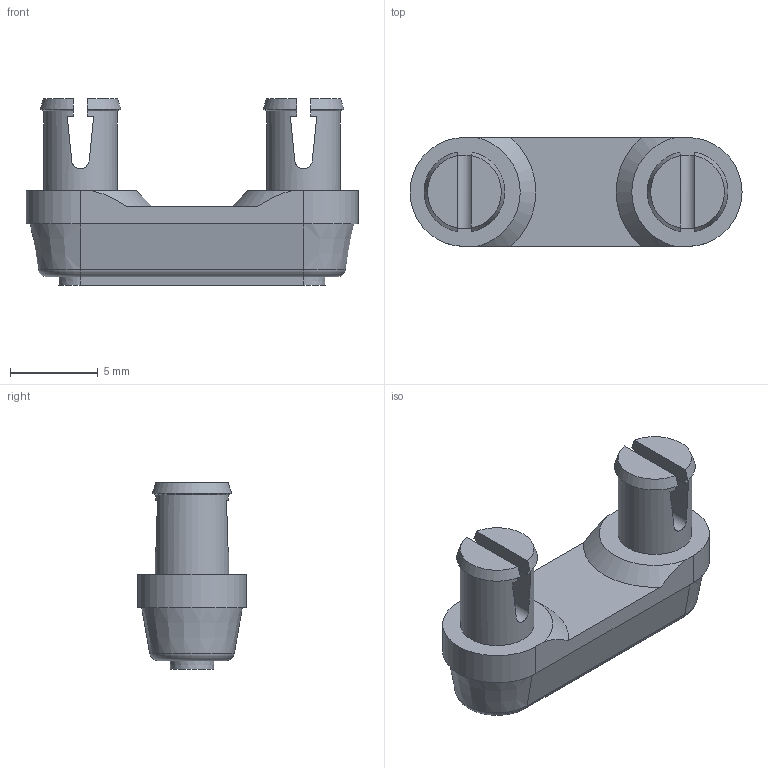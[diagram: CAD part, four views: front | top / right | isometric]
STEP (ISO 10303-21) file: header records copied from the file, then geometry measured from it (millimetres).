
FILE_DESCRIPTION((''),'2;1');
FILE_NAME('228-2534-008.stp','2014-01-15T17:34:45',('jessica_knerr'),(''),'Autodesk Inventor 2013','Autodesk Inventor 2013','');
FILE_SCHEMA(('AUTOMOTIVE_DESIGN { 1 0 10303 214 1 1 1 1 }'));
Length unit declared in the file: millimetre
Products named in the file (3): 228-2534-008; 228-2534-008-001; 228-2534-008-002
Assembly tree (2 placements, depth 2):
  228-2534-008
    228-2534-008-001
    228-2534-008-002
Bounding box: 18.9 x 6.2 x 10.64 mm (x, y, z)
Volume: 560 mm3; surface area: 799.6 mm2
Topology: 2 solids, 2 shells, 53 faces, 134 edges, 88 vertices
Faces by surface type: plane 29, cone 14, cylinder 8, torus 2
Full cylindrical faces by diameter (mm): 4.2 x2
Entity records: 1718 total; most frequent: CARTESIAN_POINT 382, DIRECTION 274, ORIENTED_EDGE 260, EDGE_CURVE 130, AXIS2_PLACEMENT_3D 110, VERTEX_POINT 86, EDGE_LOOP 58, VECTOR 54
